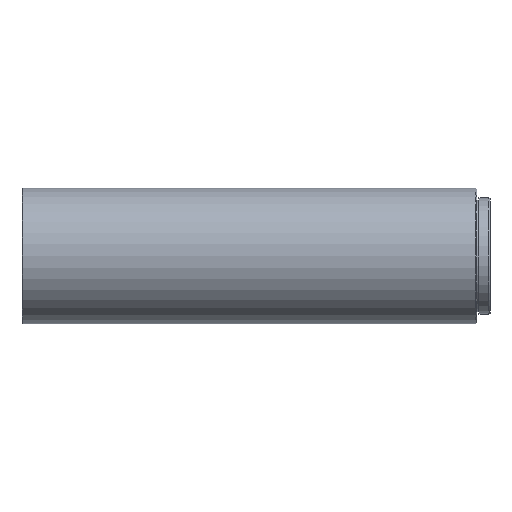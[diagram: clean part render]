
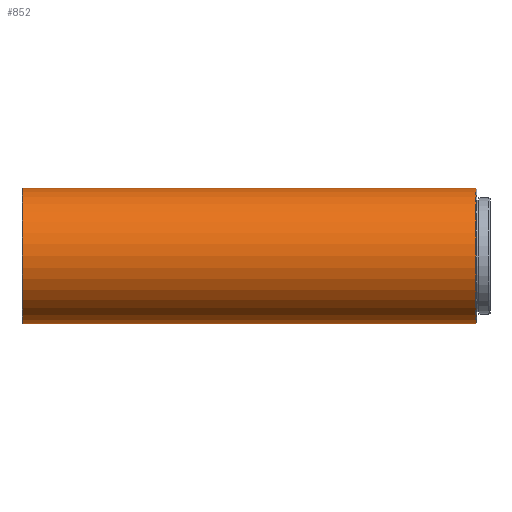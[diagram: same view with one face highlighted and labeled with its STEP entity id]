
A CAD part, front view. The second image highlights one B-rep face of the part: STEP entity #852.
In plain terms, the highlighted cylindrical face has radius 15.25 mm (diameter 30.5 mm), a partial arc.
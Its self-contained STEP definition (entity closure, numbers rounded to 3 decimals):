
#35 = EDGE_CURVE ( 'NONE', #1018, #506, #1449, .T. ) ;
#115 = ORIENTED_EDGE ( 'NONE', *, *, #303, .T. ) ;
#116 = ORIENTED_EDGE ( 'NONE', *, *, #350, .T. ) ;
#136 = CARTESIAN_POINT ( 'NONE',  ( 3.326, -20.109, -15.25 ) ) ;
#246 = CARTESIAN_POINT ( 'NONE',  ( -98.674, -20.109, 0. ) ) ;
#303 = EDGE_CURVE ( 'NONE', #506, #480, #826, .T. ) ;
#350 = EDGE_CURVE ( 'NONE', #1398, #1018, #500, .T. ) ;
#351 = DIRECTION ( 'NONE',  ( -1., 0., 0. ) ) ;
#411 = DIRECTION ( 'NONE',  ( -1., 0., 0. ) ) ;
#480 = VERTEX_POINT ( 'NONE', #632 ) ;
#500 = CIRCLE ( 'NONE', #570, 15.25 ) ;
#501 = EDGE_CURVE ( 'NONE', #1398, #480, #533, .T. ) ;
#506 = VERTEX_POINT ( 'NONE', #1374 ) ;
#530 = CARTESIAN_POINT ( 'NONE',  ( 3.326, -20.109, 15.25 ) ) ;
#533 = LINE ( 'NONE', #769, #1353 ) ;
#570 = AXIS2_PLACEMENT_3D ( 'NONE', #735, #961, #1454 ) ;
#585 = CYLINDRICAL_SURFACE ( 'NONE', #667, 15.25 ) ;
#610 = EDGE_LOOP ( 'NONE', ( #633, #116, #646, #115 ) ) ;
#632 = CARTESIAN_POINT ( 'NONE',  ( -98.674, -20.109, -15.25 ) ) ;
#633 = ORIENTED_EDGE ( 'NONE', *, *, #501, .F. ) ;
#646 = ORIENTED_EDGE ( 'NONE', *, *, #35, .T. ) ;
#667 = AXIS2_PLACEMENT_3D ( 'NONE', #1208, #351, #1448 ) ;
#719 = DIRECTION ( 'NONE',  ( 1., 0., 0. ) ) ;
#735 = CARTESIAN_POINT ( 'NONE',  ( 3.326, -20.109, 0. ) ) ;
#769 = CARTESIAN_POINT ( 'NONE',  ( 3.526, -20.109, -15.25 ) ) ;
#826 = CIRCLE ( 'NONE', #1098, 15.25 ) ;
#852 = ADVANCED_FACE ( 'NONE', ( #1327 ), #585, .T. ) ;
#855 = DIRECTION ( 'NONE',  ( 0., 0., 1. ) ) ;
#887 = VECTOR ( 'NONE', #411, 1000. ) ;
#961 = DIRECTION ( 'NONE',  ( -1., 0., 0. ) ) ;
#1018 = VERTEX_POINT ( 'NONE', #530 ) ;
#1098 = AXIS2_PLACEMENT_3D ( 'NONE', #246, #719, #855 ) ;
#1119 = DIRECTION ( 'NONE',  ( -1., 0., 0. ) ) ;
#1208 = CARTESIAN_POINT ( 'NONE',  ( 3.526, -20.109, 0. ) ) ;
#1272 = CARTESIAN_POINT ( 'NONE',  ( 3.526, -20.109, 15.25 ) ) ;
#1327 = FACE_OUTER_BOUND ( 'NONE', #610, .T. ) ;
#1353 = VECTOR ( 'NONE', #1119, 1000. ) ;
#1374 = CARTESIAN_POINT ( 'NONE',  ( -98.674, -20.109, 15.25 ) ) ;
#1398 = VERTEX_POINT ( 'NONE', #136 ) ;
#1448 = DIRECTION ( 'NONE',  ( 0., 0., 1. ) ) ;
#1449 = LINE ( 'NONE', #1272, #887 ) ;
#1454 = DIRECTION ( 'NONE',  ( 0., 0., -1. ) ) ;
